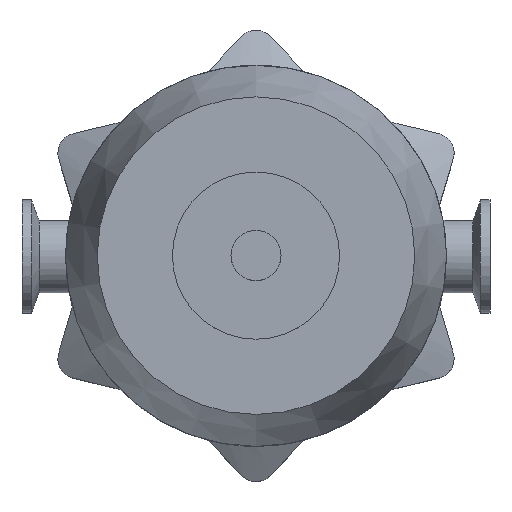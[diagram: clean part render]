
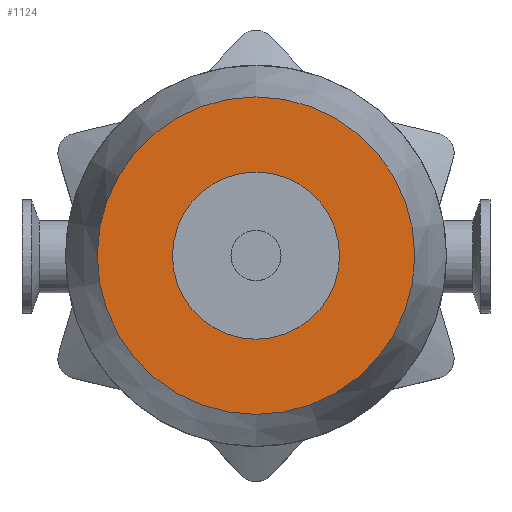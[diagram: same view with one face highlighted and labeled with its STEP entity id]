
A CAD part, top view. The second image highlights one B-rep face of the part: STEP entity #1124.
In plain terms, the highlighted planar face has unit normal (0, 0, 1).
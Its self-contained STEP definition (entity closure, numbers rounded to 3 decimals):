
#28=FACE_BOUND('',#182,.T.);
#50=PLANE('',#1231);
#106=FACE_OUTER_BOUND('',#181,.T.);
#181=EDGE_LOOP('',(#876));
#182=EDGE_LOOP('',(#877));
#247=CIRCLE('',#1232,47.5);
#248=CIRCLE('',#1233,25.);
#528=VERTEX_POINT('',#2222);
#529=VERTEX_POINT('',#2224);
#659=EDGE_CURVE('',#528,#528,#247,.T.);
#660=EDGE_CURVE('',#529,#529,#248,.T.);
#876=ORIENTED_EDGE('',*,*,#659,.F.);
#877=ORIENTED_EDGE('',*,*,#660,.T.);
#1124=ADVANCED_FACE('',(#106,#28),#50,.T.);
#1231=AXIS2_PLACEMENT_3D('',#2221,#1453,#1454);
#1232=AXIS2_PLACEMENT_3D('',#2223,#1455,#1456);
#1233=AXIS2_PLACEMENT_3D('',#2225,#1457,#1458);
#1453=DIRECTION('center_axis',(0.,0.,1.));
#1454=DIRECTION('ref_axis',(1.,0.,0.));
#1455=DIRECTION('center_axis',(0.,0.,
-1.));
#1456=DIRECTION('ref_axis',(0.866,0.5,0.));
#1457=DIRECTION('center_axis',(0.,0.,-1.));
#1458=DIRECTION('ref_axis',(0.,1.,0.));
#2221=CARTESIAN_POINT('Origin',(0.,36.25,154.2));
#2222=CARTESIAN_POINT('',(0.,-47.5,154.2));
#2223=CARTESIAN_POINT('Origin',(0.,0.,
154.2));
#2224=CARTESIAN_POINT('',(0.,-25.,154.2));
#2225=CARTESIAN_POINT('Origin',(0.,0.,154.2));
